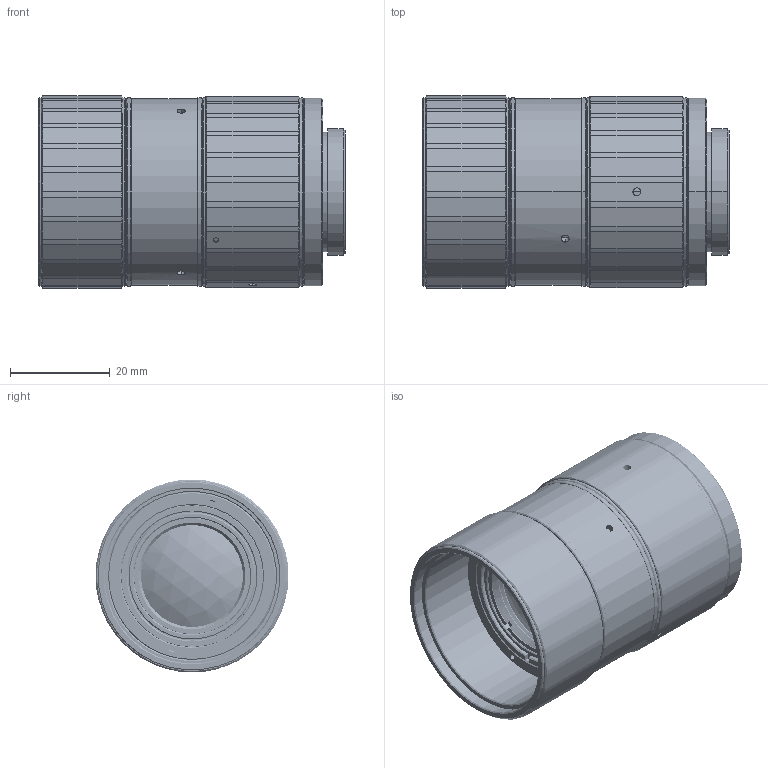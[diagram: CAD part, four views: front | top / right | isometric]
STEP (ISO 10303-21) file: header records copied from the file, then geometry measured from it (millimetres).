
FILE_DESCRIPTION (( 'STEP AP203' ), '1' );
FILE_NAME ('QM994350120軞蚾喜渡.STEP', '2022-01-10T02:14:41', ( '' ), ( '' ), 'SwSTEP 2.0', 'SolidWorks 2017', '' );
FILE_SCHEMA (( 'CONFIG_CONTROL_DESIGN' ));
Length unit declared in the file: millimetre
Products named in the file (33): QM905012G07; QM910501213驱动环; QM910501212隔圈3; QM910501206ѹȦ1; QM910501204光圈底座; QM905012G08; QM905012U04; QM910501205嫖覃遠; QM910501202嘐隅芠; QM930011005ҶƬ; 翋芠郪蚾; QM919001607M1.6平头机米螺丝; QM910501211隔圈2; QM910351213蟀諉釱; QM905012G01; QM919001605眻輛絳砃隊; QM910501207ѹȦ2; 嘐隅芠郪蚾; QM905012G02; QM910501203昜擒遠; QM919102140縐銅; QM910501201翋芠; QM919001606驱动环导钉; QM905012G06; QM905012G05; QM910501210隔圈1; QM994350120軞蚾喜渡; QM905012G03; QM905012G04; QM910501208ѹȦ3; QM910501209ѹȦ4; QM984350121光圈组件(默认-_flexible1); QM905012U02
Assembly tree (39 placements, depth 4):
  QM994350120軞蚾喜渡
    嘐隅芠郪蚾
      QM910501202嘐隅芠
      QM910501212隔圈3
      QM910501209ѹȦ4
      QM905012G07
      QM905012G08
    翋芠郪蚾
      QM905012U04
        QM905012G04
        QM905012G05
      QM910501201翋芠
      QM910501211隔圈2
      QM910501208ѹȦ3
      QM905012G06
    QM984350121光圈组件(默认-_flexible1)
      QM905012U02
        QM905012G02
        QM905012G03
      QM910501204光圈底座
      QM910501213驱动环
      QM930011005ҶƬ  x8
      QM919102140縐銅
      QM910501210隔圈1
      QM905012G01
      QM910501207ѹȦ2
    QM910501206ѹȦ1
    QM910501205嫖覃遠
    QM910501203昜擒遠
    QM910351213蟀諉釱
    QM919001606驱动环导钉
    QM919001605眻輛絳砃隊
    QM919001607M1.6平头机米螺丝
Bounding box: 61.27 x 38.6 x 38.6 mm (x, y, z)
Volume: 46386.6 mm3; surface area: 50036.9 mm2
Topology: 34 solids, 34 shells, 1741 faces, 4216 edges, 2675 vertices
Faces by surface type: cylinder 643, cone 505, plane 395, torus 112, bspline 54, sphere 32
Entity records: 80797 total; most frequent: CARTESIAN_POINT 42990, DIRECTION 7256, ORIENTED_EDGE 7086, EDGE_CURVE 3543, AXIS2_PLACEMENT_3D 3001, VERTEX_POINT 2241, EDGE_LOOP 1616, CIRCLE 1554
